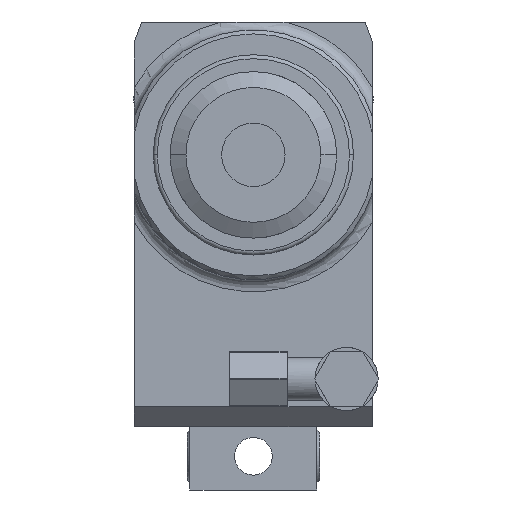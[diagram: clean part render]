
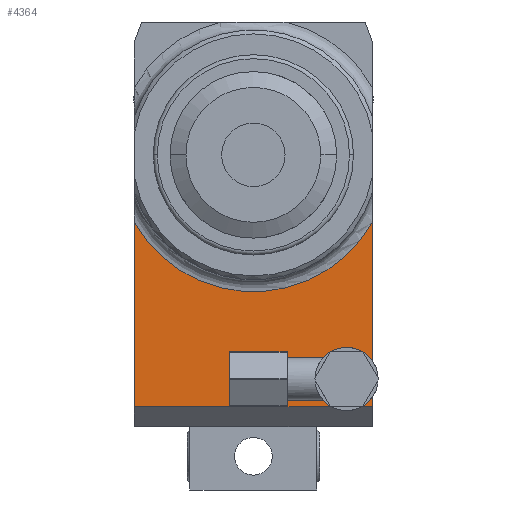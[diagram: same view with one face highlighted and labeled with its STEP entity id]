
A CAD part, left-side view. The second image highlights one B-rep face of the part: STEP entity #4364.
In plain terms, the highlighted planar face has unit normal (-1, 0, 0).
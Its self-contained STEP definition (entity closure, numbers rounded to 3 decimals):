
#91=DIRECTION('',(0.,0.,-1.));
#92=VECTOR('',#91,37.003);
#93=CARTESIAN_POINT('',(-65.5,-30.,18.963));
#94=LINE('',#93,#92);
#117=CARTESIAN_POINT('',(-65.5,-30.,18.963));
#201=DIRECTION('',(0.,0.,-1.));
#202=VECTOR('',#201,4.54);
#203=CARTESIAN_POINT('',(-65.5,-30.,-22.96));
#204=LINE('',#203,#202);
#315=CARTESIAN_POINT('',(-65.5,-23.5,-20.5));
#316=DIRECTION('',(-1.,0.,0.));
#317=DIRECTION('',(0.,0.,1.));
#318=AXIS2_PLACEMENT_3D('',#315,#316,#317);
#320=CARTESIAN_POINT('',(-65.5,-23.5,-20.5));
#321=DIRECTION('',(-1.,0.,0.));
#322=DIRECTION('',(0.,0.,-1.));
#323=AXIS2_PLACEMENT_3D('',#320,#321,#322);
#325=DIRECTION('',(0.,1.,0.));
#326=VECTOR('',#325,60.);
#327=CARTESIAN_POINT('',(-65.5,-30.,-27.5));
#328=LINE('',#327,#326);
#329=CARTESIAN_POINT('',(-65.5,-23.5,-20.5));
#330=DIRECTION('',(-1.,0.,0.));
#331=DIRECTION('',(0.,-0.935,0.354));
#332=AXIS2_PLACEMENT_3D('',#329,#330,#331);
#1089=CARTESIAN_POINT('',(-65.5,30.,18.963));
#1113=DIRECTION('',(0.,0.,1.));
#1114=VECTOR('',#1113,46.463);
#1115=CARTESIAN_POINT('',(-65.5,30.,-27.5));
#1116=LINE('',#1115,#1114);
#1359=CARTESIAN_POINT('',(-65.5,0.,36.));
#1360=DIRECTION('',(1.,0.,0.));
#1361=DIRECTION('',(0.,-0.87,-0.494));
#1362=AXIS2_PLACEMENT_3D('',#1359,#1360,#1361);
#3599=VERTEX_POINT('',#117);
#3600=VERTEX_POINT('',#1089);
#3627=CARTESIAN_POINT('',(-65.5,30.,-27.5));
#3629=VERTEX_POINT('',#3627);
#3630=CARTESIAN_POINT('',(-65.5,-30.,-27.5));
#3631=VERTEX_POINT('',#3630);
#3890=CARTESIAN_POINT('',(-65.5,-30.,-18.04));
#3891=CARTESIAN_POINT('',(-65.5,-30.,-22.96));
#3892=VERTEX_POINT('',#3890);
#3893=VERTEX_POINT('',#3891);
#3898=CARTESIAN_POINT('',(-65.5,-23.5,-13.55));
#3899=CARTESIAN_POINT('',(-65.5,-23.5,-27.45));
#3900=VERTEX_POINT('',#3898);
#3901=VERTEX_POINT('',#3899);
#4343=CARTESIAN_POINT('',(-65.5,0.,36.));
#4344=DIRECTION('',(1.,0.,0.));
#4345=DIRECTION('',(0.,0.,-1.));
#4346=AXIS2_PLACEMENT_3D('',#4343,#4344,#4345);
#4347=PLANE('',#4346);
#4349=ORIENTED_EDGE('',*,*,#4348,.T.);
#4351=ORIENTED_EDGE('',*,*,#4350,.T.);
#4352=ORIENTED_EDGE('',*,*,#4276,.T.);
#4354=ORIENTED_EDGE('',*,*,#4353,.T.);
#4356=ORIENTED_EDGE('',*,*,#4355,.T.);
#4358=ORIENTED_EDGE('',*,*,#4357,.F.);
#4359=ORIENTED_EDGE('',*,*,#4241,.T.);
#4361=ORIENTED_EDGE('',*,*,#4360,.T.);
#4362=EDGE_LOOP('',(#4349,#4351,#4352,#4354,#4356,#4358,#4359,#4361));
#4363=FACE_OUTER_BOUND('',#4362,.F.);
#4364=ADVANCED_FACE('',(#4363),#4347,.F.);
#319=CIRCLE('',#318,6.95);
#324=CIRCLE('',#323,6.95);
#333=CIRCLE('',#332,6.95);
#1363=CIRCLE('',#1362,34.5);
#4241=EDGE_CURVE('',#3599,#3892,#94,.T.);
#4276=EDGE_CURVE('',#3893,#3631,#204,.T.);
#4348=EDGE_CURVE('',#3900,#3901,#319,.T.);
#4350=EDGE_CURVE('',#3901,#3893,#324,.T.);
#4353=EDGE_CURVE('',#3631,#3629,#328,.T.);
#4355=EDGE_CURVE('',#3629,#3600,#1116,.T.);
#4357=EDGE_CURVE('',#3599,#3600,#1363,.T.);
#4360=EDGE_CURVE('',#3892,#3900,#333,.T.);
